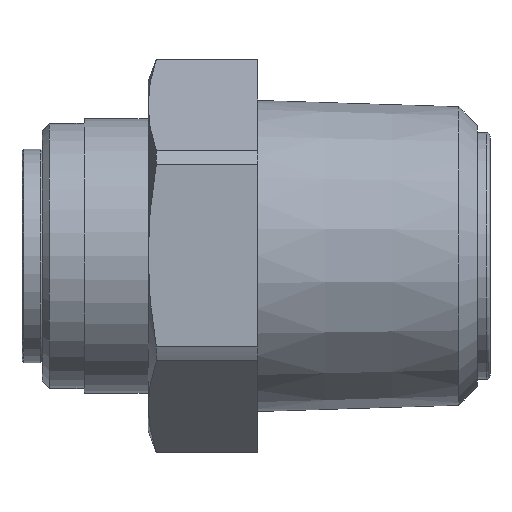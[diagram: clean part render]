
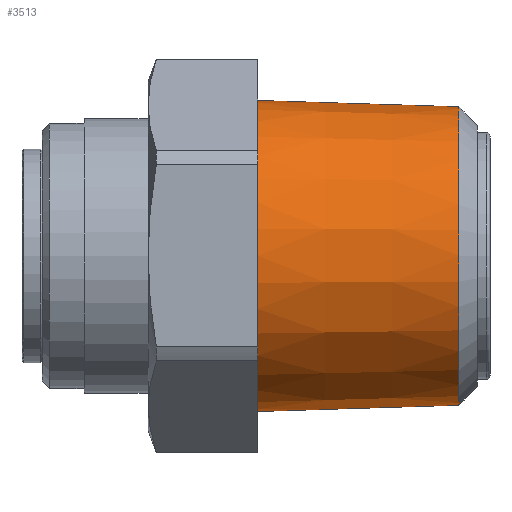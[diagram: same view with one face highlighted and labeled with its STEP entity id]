
A CAD part, top view. The second image highlights one B-rep face of the part: STEP entity #3513.
In plain terms, the highlighted conical face has half-angle 1.79 degrees and reference radius 8.32 mm.
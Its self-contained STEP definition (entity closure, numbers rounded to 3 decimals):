
#39=CONICAL_SURFACE('',#3681,8.32,1.79);
#952=FACE_BOUND('',#1411,.T.);
#1146=FACE_OUTER_BOUND('',#1410,.T.);
#1410=EDGE_LOOP('',(#3208));
#1411=EDGE_LOOP('',(#3209));
#1482=CIRCLE('',#3679,8.164);
#1483=CIRCLE('',#3682,8.508);
#1815=VERTEX_POINT('',#6606);
#1816=VERTEX_POINT('',#6610);
#2288=EDGE_CURVE('',#1815,#1815,#1482,.T.);
#2289=EDGE_CURVE('',#1816,#1816,#1483,.T.);
#3208=ORIENTED_EDGE('',*,*,#2289,.F.);
#3209=ORIENTED_EDGE('',*,*,#2288,.F.);
#3513=ADVANCED_FACE('',(#1146,#952),#39,.T.);
#3679=AXIS2_PLACEMENT_3D('',#6607,#4237,#4238);
#3681=AXIS2_PLACEMENT_3D('',#6609,#4241,#4242);
#3682=AXIS2_PLACEMENT_3D('',#6611,#4243,#4244);
#4237=DIRECTION('center_axis',(1.,0.,0.));
#4238=DIRECTION('ref_axis',(0.,-1.,0.));
#4241=DIRECTION('center_axis',(-1.,0.,0.));
#4242=DIRECTION('ref_axis',(0.,1.,0.));
#4243=DIRECTION('center_axis',(-1.,0.,0.));
#4244=DIRECTION('ref_axis',(0.,1.,0.));
#6606=CARTESIAN_POINT('',(17.6,8.164,0.));
#6607=CARTESIAN_POINT('Origin',(17.6,0.,0.));
#6609=CARTESIAN_POINT('Origin',(12.6,0.,0.));
#6610=CARTESIAN_POINT('',(6.6,8.508,0.));
#6611=CARTESIAN_POINT('Origin',(6.6,0.,0.));
